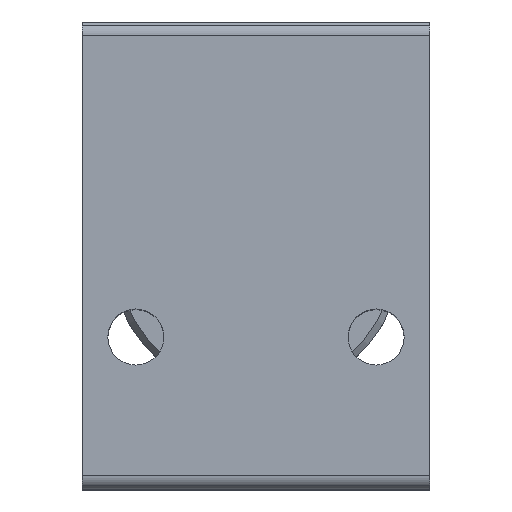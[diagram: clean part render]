
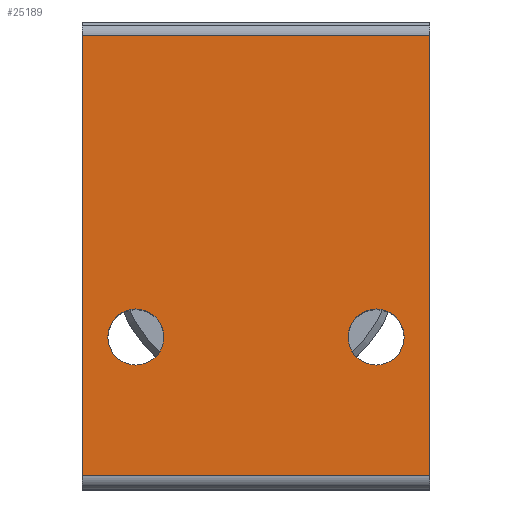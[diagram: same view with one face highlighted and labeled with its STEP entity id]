
A CAD part, top view. The second image highlights one B-rep face of the part: STEP entity #25189.
In plain terms, the highlighted face is planar.
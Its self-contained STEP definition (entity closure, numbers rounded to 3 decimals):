
#313=CARTESIAN_POINT('',(-11.,-6.25,-5.5));
#314=VERTEX_POINT('',#313);
#323=CARTESIAN_POINT('',(-11.,-6.25,-9.7));
#324=VERTEX_POINT('',#323);
#325=CARTESIAN_POINT('',(-11.,-6.25,-7.6));
#326=DIRECTION('',(0.0,1.0,0.0));
#327=DIRECTION('',(0.0,0.0,1.0));
#328=AXIS2_PLACEMENT_3D('',#325,#326,#327);
#329=CIRCLE('',#328,2.1);
#330=EDGE_CURVE('',#324,#314,#329,.T.);
#2833=CARTESIAN_POINT('',(7.0,-6.25,-5.5));
#2834=VERTEX_POINT('',#2833);
#2843=CARTESIAN_POINT('',(7.0,-6.25,-9.7));
#2844=VERTEX_POINT('',#2843);
#2845=CARTESIAN_POINT('',(7.0,-6.25,-7.6));
#2846=DIRECTION('',(0.0,1.0,0.0));
#2847=DIRECTION('',(0.0,0.0,1.0));
#2848=AXIS2_PLACEMENT_3D('',#2845,#2846,#2847);
#2849=CIRCLE('',#2848,2.1);
#2850=EDGE_CURVE('',#2844,#2834,#2849,.T.);
#15212=CARTESIAN_POINT('',(11.0,-6.25,15.));
#15213=VERTEX_POINT('',#15212);
#15221=CARTESIAN_POINT('',(11.0,-6.25,-18.));
#15222=VERTEX_POINT('',#15221);
#15223=CARTESIAN_POINT('',(11.0,-6.25,-18.));
#15224=DIRECTION('',(0.0,0.0,1.0));
#15225=VECTOR('',#15224,33.);
#15226=LINE('',#15223,#15225);
#15227=EDGE_CURVE('',#15222,#15213,#15226,.T.);
#23346=CARTESIAN_POINT('',(7.0,-6.25,-7.6));
#23347=DIRECTION('',(0.0,1.0,0.0));
#23348=DIRECTION('',(0.0,0.0,1.0));
#23349=AXIS2_PLACEMENT_3D('',#23346,#23347,#23348);
#23350=CIRCLE('',#23349,2.1);
#23351=EDGE_CURVE('',#2834,#2844,#23350,.T.);
#23482=CARTESIAN_POINT('',(-15.0,-6.25,-18.));
#23483=VERTEX_POINT('',#23482);
#23484=CARTESIAN_POINT('',(11.0,-6.25,-18.));
#23485=DIRECTION('',(-1.0,0.0,0.0));
#23486=VECTOR('',#23485,26.0);
#23487=LINE('',#23484,#23486);
#23488=EDGE_CURVE('',#15222,#23483,#23487,.T.);
#23548=CARTESIAN_POINT('',(-15.0,-6.25,15.));
#23549=VERTEX_POINT('',#23548);
#23557=CARTESIAN_POINT('',(-15.0,-6.25,15.));
#23558=DIRECTION('',(1.0,0.0,0.0));
#23559=VECTOR('',#23558,26.0);
#23560=LINE('',#23557,#23559);
#23561=EDGE_CURVE('',#23549,#15213,#23560,.T.);
#25128=CARTESIAN_POINT('',(-11.,-6.25,-7.6));
#25129=DIRECTION('',(0.0,1.0,0.0));
#25130=DIRECTION('',(0.0,0.0,1.0));
#25131=AXIS2_PLACEMENT_3D('',#25128,#25129,#25130);
#25132=CIRCLE('',#25131,2.1);
#25133=EDGE_CURVE('',#314,#324,#25132,.T.);
#25144=CARTESIAN_POINT('',(-15.0,-6.25,15.));
#25145=DIRECTION('',(0.0,0.0,-1.0));
#25146=VECTOR('',#25145,33.);
#25147=LINE('',#25144,#25146);
#25148=EDGE_CURVE('',#23549,#23483,#25147,.T.);
#25170=CARTESIAN_POINT('',(-2.,-6.25,-1.5));
#25171=DIRECTION('',(0.0,1.0,0.0));
#25172=DIRECTION('',(0.0,0.0,1.0));
#25173=AXIS2_PLACEMENT_3D('',#25170,#25171,#25172);
#25174=PLANE('',#25173);
#25175=ORIENTED_EDGE('',*,*,#23488,.F.);
#25176=ORIENTED_EDGE('',*,*,#15227,.T.);
#25177=ORIENTED_EDGE('',*,*,#23561,.F.);
#25178=ORIENTED_EDGE('',*,*,#25148,.T.);
#25179=EDGE_LOOP('',(#25175,#25176,#25177,#25178));
#25180=FACE_OUTER_BOUND('',#25179,.T.);
#25181=ORIENTED_EDGE('',*,*,#2850,.T.);
#25182=ORIENTED_EDGE('',*,*,#23351,.T.);
#25183=EDGE_LOOP('',(#25181,#25182));
#25184=FACE_BOUND('',#25183,.T.);
#25185=ORIENTED_EDGE('',*,*,#330,.T.);
#25186=ORIENTED_EDGE('',*,*,#25133,.T.);
#25187=EDGE_LOOP('',(#25185,#25186));
#25188=FACE_BOUND('',#25187,.T.);
#25189=ADVANCED_FACE('',(#25180,#25184,#25188),#25174,.F.);
